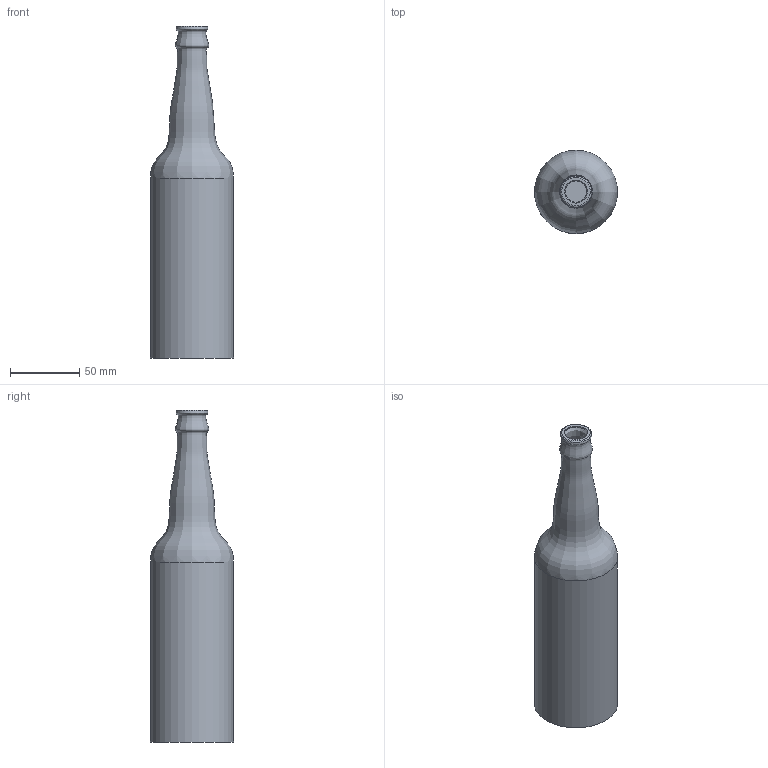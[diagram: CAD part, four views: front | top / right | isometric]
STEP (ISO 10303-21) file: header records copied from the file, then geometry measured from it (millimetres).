
FILE_DESCRIPTION(/* description */ (''),/* implementation_level */ '2;1');
FILE_NAME(/* name */ 'Glass soda bottle.step',/* time_stamp */ '2026-01-13T00:01:08+05:30',/* author */ (''),/* organization */ (''),/* preprocessor_version */ 'ST-DEVELOPER v20.1',/* originating_system */ 'Autodesk Translation Framework v14.21.0.0',/* authorisation */ '');
FILE_SCHEMA (('AUTOMOTIVE_DESIGN { 1 0 10303 214 3 1 1 }'));
Length unit declared in the file: millimetre
Products named in the file (1): 2026-01-12-23-21-11-912
Bounding box: 60 x 60 x 240 mm (x, y, z)
Volume: 91589 mm3; surface area: 73460.1 mm2
Topology: 1 solids, 1 shells, 10 faces, 18 edges, 11 vertices
Faces by surface type: bspline 5, plane 3, cylinder 2
Full cylindrical faces by diameter (mm): 55 x1, 60 x1
Entity records: 2641 total; most frequent: CARTESIAN_POINT 2440, ORIENTED_EDGE 36, DIRECTION 24, EDGE_CURVE 18, EDGE_LOOP 11, VERTEX_POINT 11, AXIS2_PLACEMENT_3D 11, FACE_OUTER_BOUND 10
